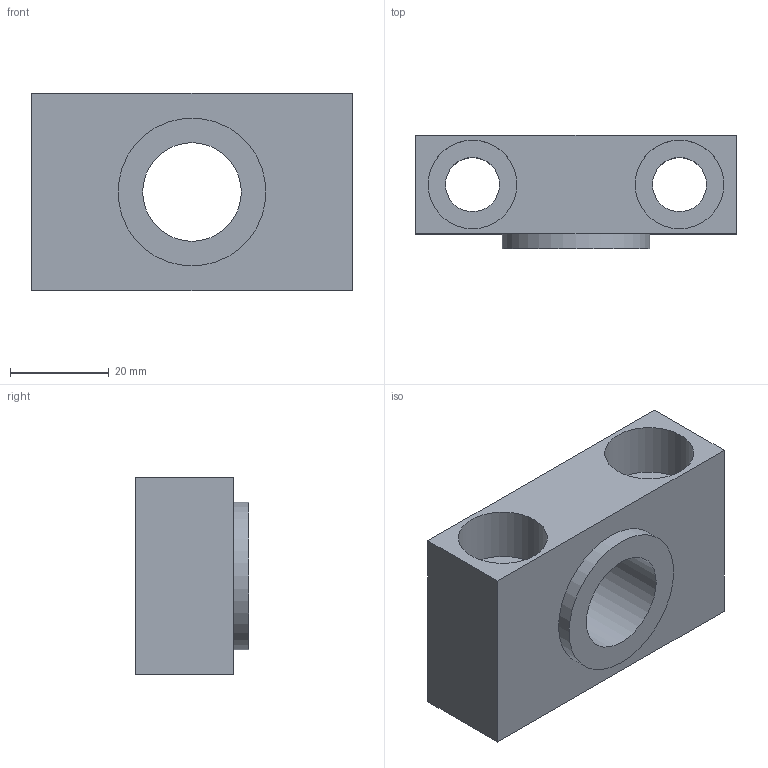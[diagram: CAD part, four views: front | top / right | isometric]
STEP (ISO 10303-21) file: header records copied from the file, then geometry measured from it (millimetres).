
FILE_DESCRIPTION((''),'2;1');
FILE_NAME('1320_63_12_1F.stp','2006-07-10T15:49:26',('rivolro1'),(''),'Autodesk Inventor 11','Autodesk Inventor 11','');
FILE_SCHEMA(('AUTOMOTIVE_DESIGN { 1 0 10303 214 1 1 1 1 }'));
Length unit declared in the file: millimetre
Products named in the file (1): 1320_63_12_1F
Bounding box: 65 x 23 x 40 mm (x, y, z)
Volume: 35787.3 mm3; surface area: 13366.7 mm2
Topology: 1 solids, 1 shells, 15 faces, 31 edges, 21 vertices
Faces by surface type: bspline 7, plane 7, cylinder 1
Full cylindrical faces by diameter (mm): 30 x1
Entity records: 466 total; most frequent: CARTESIAN_POINT 151, DIRECTION 54, ORIENTED_EDGE 48, EDGE_LOOP 30, EDGE_CURVE 24, AXIS2_PLACEMENT_3D 21, VERTEX_POINT 20, FACE_OUTER_BOUND 15
